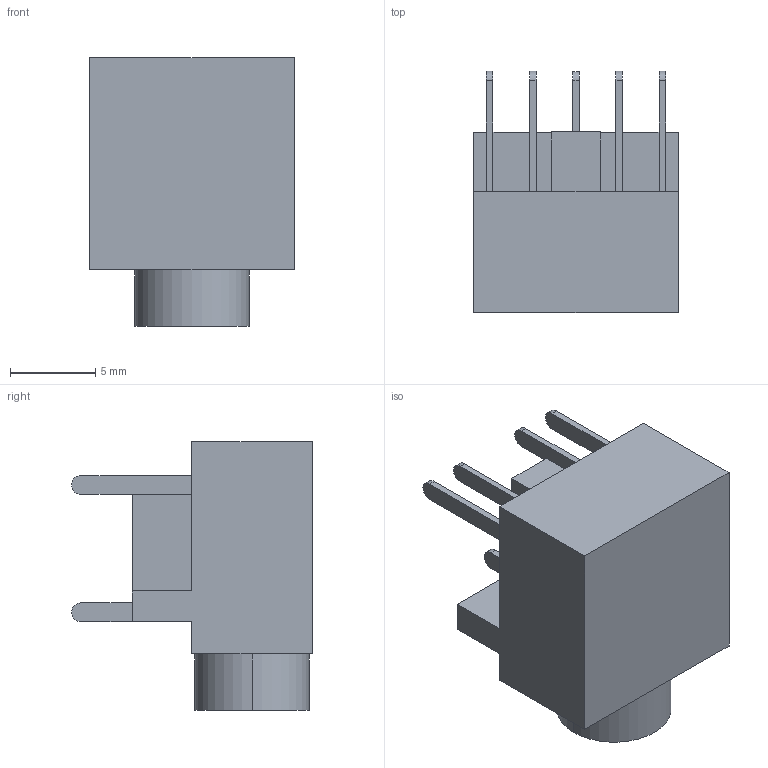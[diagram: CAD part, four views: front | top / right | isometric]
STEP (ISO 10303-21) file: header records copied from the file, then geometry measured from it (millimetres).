
FILE_DESCRIPTION (( 'STEP AP203' ), '1' );
FILE_NAME ('3.5mm_headphone_jack.step', '2019-10-07T21:22:14', ( '' ), ( '' ), 'SwSTEP 2.0', 'SolidWorks 2017', '' );
FILE_SCHEMA (( 'CONFIG_CONTROL_DESIGN' ));
Length unit declared in the file: millimetre
Products named in the file (1): 3.5mm_headphone_jack
Bounding box: 12 x 14.16 x 15.8 mm (x, y, z)
Volume: 1306.2 mm3; surface area: 989.6 mm2
Topology: 1 solids, 1 shells, 49 faces, 123 edges, 82 vertices
Faces by surface type: plane 35, cylinder 14
Entity records: 1542 total; most frequent: CARTESIAN_POINT 255, DIRECTION 251, ORIENTED_EDGE 246, EDGE_CURVE 123, LINE 95, VECTOR 95, VERTEX_POINT 82, AXIS2_PLACEMENT_3D 78
